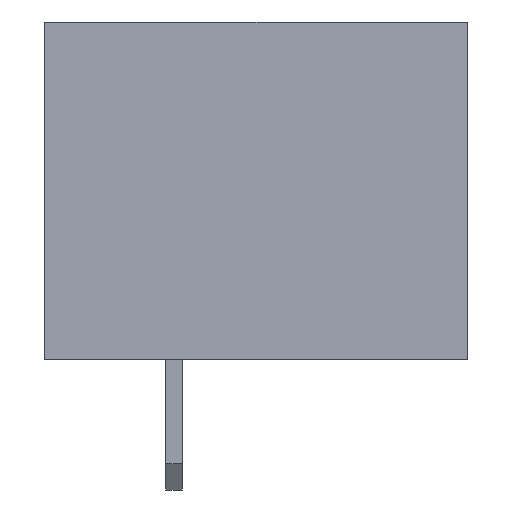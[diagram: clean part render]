
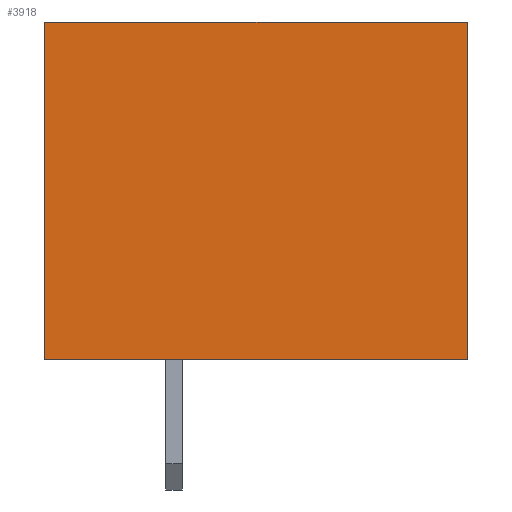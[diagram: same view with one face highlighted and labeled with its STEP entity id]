
A CAD part, left-side view. The second image highlights one B-rep face of the part: STEP entity #3918.
In plain terms, the highlighted planar face has unit normal (-1, 0, 0).
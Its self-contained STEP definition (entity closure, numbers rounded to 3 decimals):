
#486=FACE_OUTER_BOUND('',#698,.T.);
#698=EDGE_LOOP('',(#3506,#3507,#3508,#3509));
#748=LINE('',#5195,#1149);
#1076=LINE('',#6791,#1477);
#1099=LINE('',#6833,#1500);
#1100=LINE('',#6834,#1501);
#1149=VECTOR('',#4264,10.);
#1477=VECTOR('',#5038,10.);
#1500=VECTOR('',#5085,10.);
#1501=VECTOR('',#5086,10.);
#1541=VERTEX_POINT('',#5192);
#1542=VERTEX_POINT('',#5194);
#1866=VERTEX_POINT('',#6788);
#1867=VERTEX_POINT('',#6790);
#1921=EDGE_CURVE('',#1542,#1541,#748,.T.);
#2413=EDGE_CURVE('',#1866,#1867,#1076,.T.);
#2436=EDGE_CURVE('',#1541,#1867,#1099,.T.);
#2437=EDGE_CURVE('',#1542,#1866,#1100,.T.);
#3506=ORIENTED_EDGE('',*,*,#1921,.T.);
#3507=ORIENTED_EDGE('',*,*,#2436,.T.);
#3508=ORIENTED_EDGE('',*,*,#2413,.F.);
#3509=ORIENTED_EDGE('',*,*,#2437,.F.);
#3714=PLANE('',#4184);
#3918=ADVANCED_FACE('',(#486),#3714,.T.);
#4184=AXIS2_PLACEMENT_3D('',#6832,#5083,#5084);
#4264=DIRECTION('',(0.,-1.,0.));
#5038=DIRECTION('',(0.,-1.,0.));
#5083=DIRECTION('center_axis',(-1.,0.,0.));
#5084=DIRECTION('ref_axis',(0.,-1.,0.));
#5085=DIRECTION('',(0.,0.,1.));
#5086=DIRECTION('',(0.,0.,1.));
#5192=CARTESIAN_POINT('',(0.,0.,0.));
#5194=CARTESIAN_POINT('',(0.,17.8,0.));
#5195=CARTESIAN_POINT('',(0.,17.8,0.));
#6788=CARTESIAN_POINT('',(0.,17.8,14.2));
#6790=CARTESIAN_POINT('',(0.,0.,14.2));
#6791=CARTESIAN_POINT('',(0.,17.8,14.2));
#6832=CARTESIAN_POINT('Origin',(0.,17.8,0.));
#6833=CARTESIAN_POINT('',(0.,0.,0.));
#6834=CARTESIAN_POINT('',(0.,17.8,0.));
